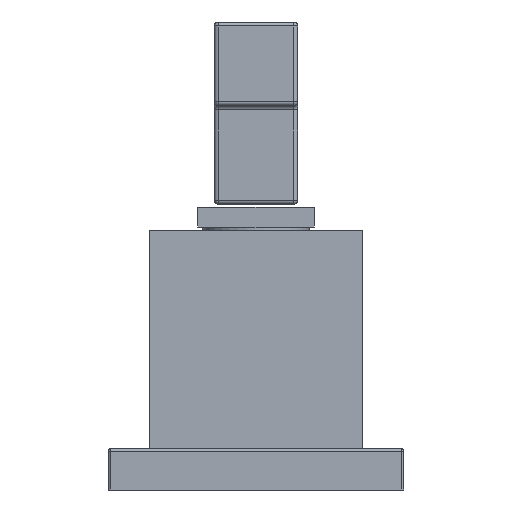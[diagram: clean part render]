
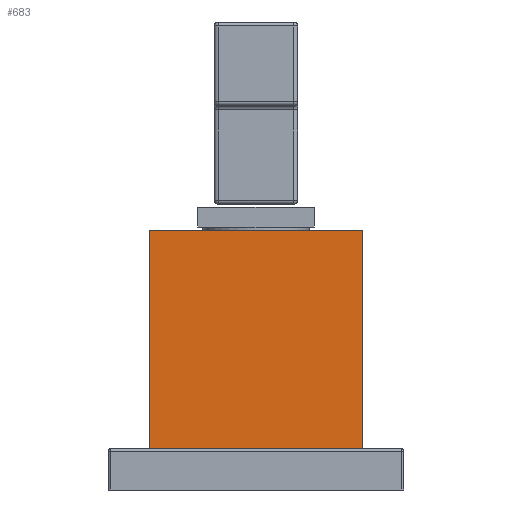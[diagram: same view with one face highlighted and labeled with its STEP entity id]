
A CAD part, front view. The second image highlights one B-rep face of the part: STEP entity #683.
In plain terms, the highlighted planar face has unit normal (0, -1, 0).
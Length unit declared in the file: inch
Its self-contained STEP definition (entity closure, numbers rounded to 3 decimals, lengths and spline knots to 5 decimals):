
#58=DIRECTION('',(1.,0.,0.));
#59=VECTOR('',#58,1.6);
#60=CARTESIAN_POINT('',(-0.8,-0.8,0.31));
#61=LINE('',#60,#59);
#186=DIRECTION('',(0.,0.,1.));
#187=VECTOR('',#186,1.64);
#188=CARTESIAN_POINT('',(0.8,-0.8,0.31));
#189=LINE('',#188,#187);
#190=DIRECTION('',(0.,0.,1.));
#191=VECTOR('',#190,1.64);
#192=CARTESIAN_POINT('',(-0.8,-0.8,0.31));
#193=LINE('',#192,#191);
#206=DIRECTION('',(1.,0.,0.));
#207=VECTOR('',#206,1.6);
#208=CARTESIAN_POINT('',(-0.8,-0.8,1.95));
#209=LINE('',#208,#207);
#311=CARTESIAN_POINT('',(-0.8,-0.8,1.95));
#313=VERTEX_POINT('',#311);
#314=CARTESIAN_POINT('',(0.8,-0.8,1.95));
#315=VERTEX_POINT('',#314);
#319=CARTESIAN_POINT('',(-0.8,-0.8,0.31));
#321=VERTEX_POINT('',#319);
#322=CARTESIAN_POINT('',(0.8,-0.8,0.31));
#323=VERTEX_POINT('',#322);
#671=CARTESIAN_POINT('',(-0.8,-0.8,0.31));
#672=DIRECTION('',(0.,-1.,0.));
#673=DIRECTION('',(1.,0.,0.));
#674=AXIS2_PLACEMENT_3D('',#671,#672,#673);
#675=PLANE('',#674);
#676=ORIENTED_EDGE('',*,*,#462,.F.);
#677=ORIENTED_EDGE('',*,*,#638,.T.);
#679=ORIENTED_EDGE('',*,*,#678,.T.);
#680=ORIENTED_EDGE('',*,*,#663,.F.);
#681=EDGE_LOOP('',(#676,#677,#679,#680));
#682=FACE_OUTER_BOUND('',#681,.F.);
#683=ADVANCED_FACE('',(#682),#675,.T.);
#462=EDGE_CURVE('',#321,#323,#61,.T.);
#638=EDGE_CURVE('',#321,#313,#193,.T.);
#663=EDGE_CURVE('',#323,#315,#189,.T.);
#678=EDGE_CURVE('',#313,#315,#209,.T.);
